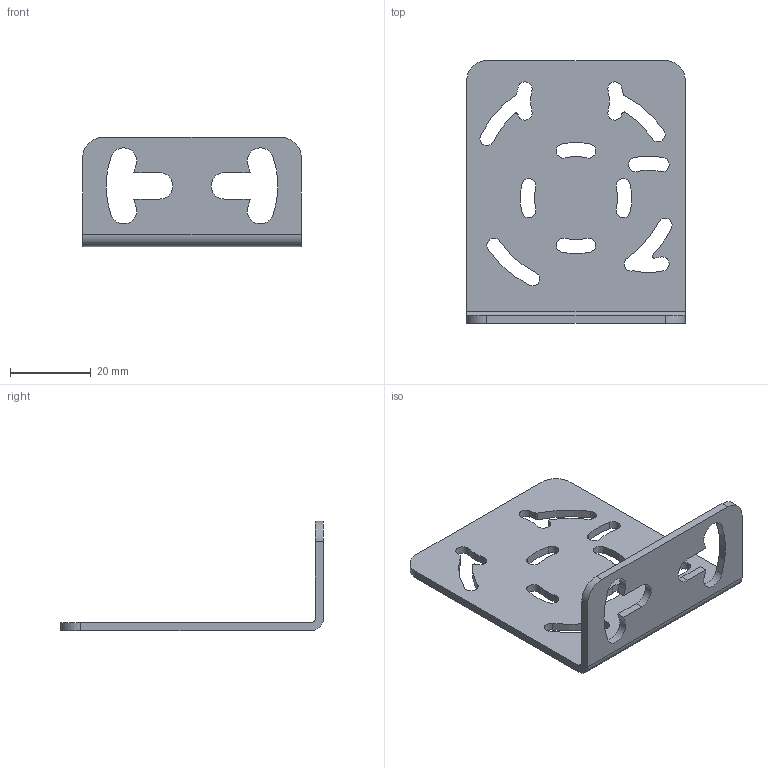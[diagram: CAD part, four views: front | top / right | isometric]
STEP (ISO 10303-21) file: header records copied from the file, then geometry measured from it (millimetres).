
FILE_DESCRIPTION((''),'2;1');
FILE_NAME('141775_SW','2008-08-08T',('banengservice'),('BANNER ENGINEERING'),'PRO/ENGINEER BY PARAMETRIC TECHNOLOGY CORPORATION, 2006170','PRO/ENGINEER BY PARAMETRIC TECHNOLOGY CORPORATION, 2006170','');
FILE_SCHEMA(('CONFIG_CONTROL_DESIGN'));
Length unit declared in the file: inch
Products named in the file (1): 141775_SW
Bounding box: 54 x 65 x 27 mm (x, y, z)
Volume: 7997.2 mm3; surface area: 9392.9 mm2
Topology: 1 solids, 1 shells, 83 faces, 243 edges, 162 vertices
Faces by surface type: cylinder 71, plane 12
Entity records: 2923 total; most frequent: DIRECTION 551, CARTESIAN_POINT 488, ORIENTED_EDGE 486, EDGE_CURVE 243, AXIS2_PLACEMENT_3D 225, VERTEX_POINT 162, CIRCLE 142, EDGE_LOOP 105
